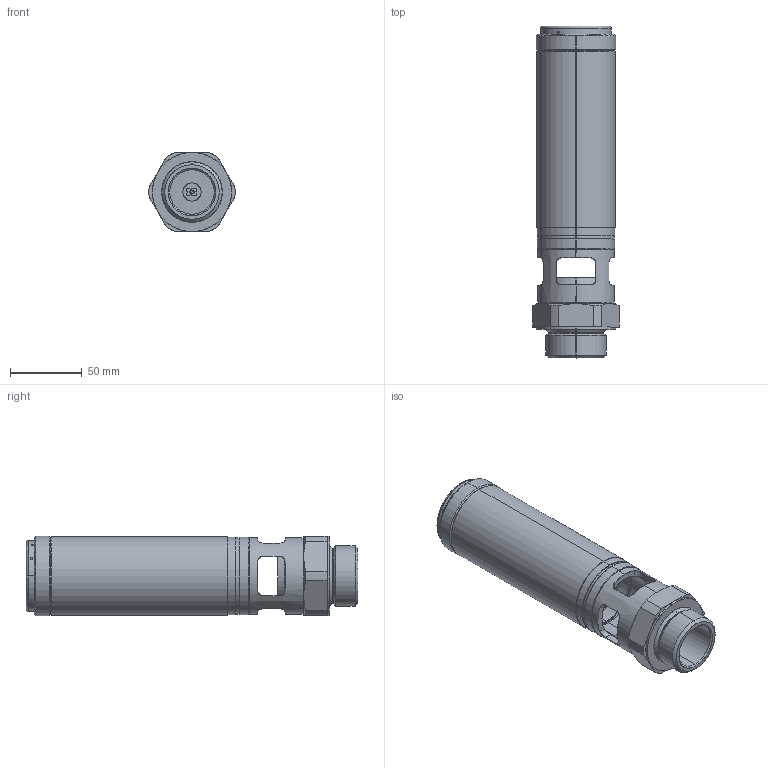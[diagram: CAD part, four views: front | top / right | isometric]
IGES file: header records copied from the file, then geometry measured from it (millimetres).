
Start section: SolidWorks IGES file using analytic representation for surfaces
Global section: file name: 812sGK_32_M_32.IGS; native system: SolidWorks 2018; preprocessor: SolidWorks 2018; author: Hehr; date: 200213.121003; units: millimetre
Bounding box: 60 x 230.8 x 55 mm (x, y, z)
Surface area: 88997.8 mm2 (no closed solid volume)
Topology: 0 solids, 0 shells, 266 faces, 5640 edges, 5628 vertices
Faces by surface type: revolution 158, bspline 108
